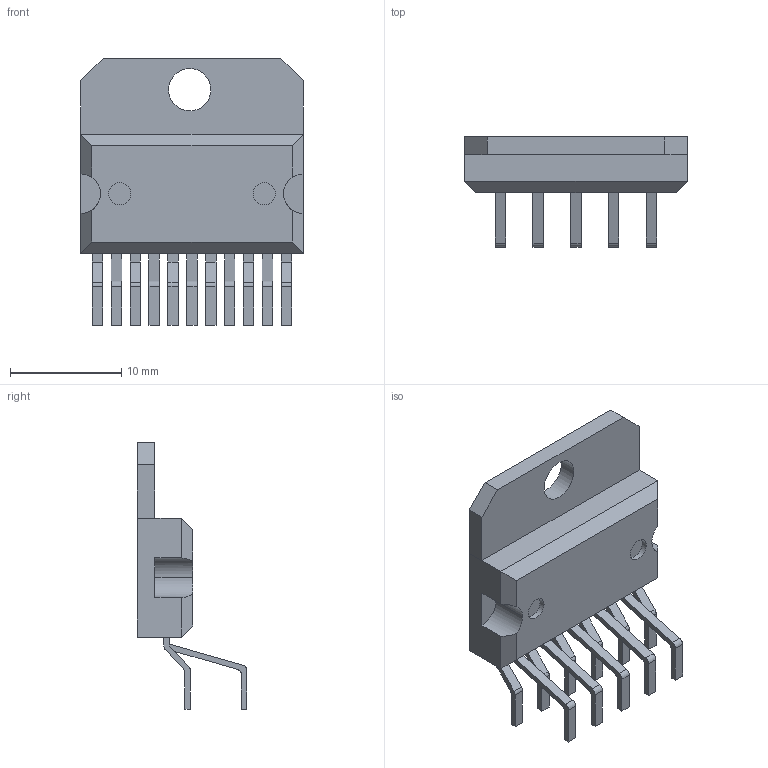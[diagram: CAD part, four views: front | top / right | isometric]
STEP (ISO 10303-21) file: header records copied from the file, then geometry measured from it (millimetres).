
FILE_DESCRIPTION(('FreeCAD Model'),'2;1');
FILE_NAME('Multiwatt-11_Vertical_StaggeredType2.step','2017-05-01T10:05:09',('kicad StepUp'),('ksu MCAD') ,'Open CASCADE STEP processor 7.1','FreeCAD','Unknown');
FILE_SCHEMA(('AUTOMOTIVE_DESIGN_CC2 { 1 2 10303 214 -1 1 5 4 }'));
Length unit declared in the file: millimetre
Products named in the file (1): Multiwatt-11_Vertical_StaggeredType2
Bounding box: 20 x 9.88 x 24 mm (x, y, z)
Volume: 1247.6 mm3; surface area: 1288.8 mm2
Topology: 1 solids, 1 shells, 161 faces, 430 edges, 284 vertices
Faces by surface type: plane 122, cylinder 39
Full cylindrical faces by diameter (mm): 2 x2, 3.8 x1
Entity records: 3362 total; most frequent: ORIENTED_EDGE 642, EDGE_CURVE 430, CARTESIAN_POINT 411, LINE 342, VERTEX_POINT 284, AXIS2_PLACEMENT_3D 237, FACE_BOUND 176, EDGE_LOOP 176
